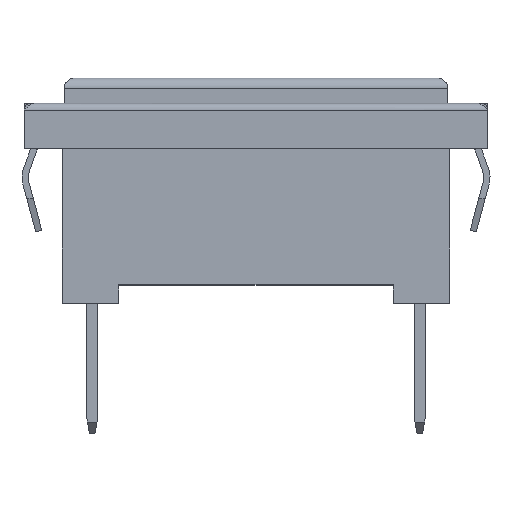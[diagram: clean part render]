
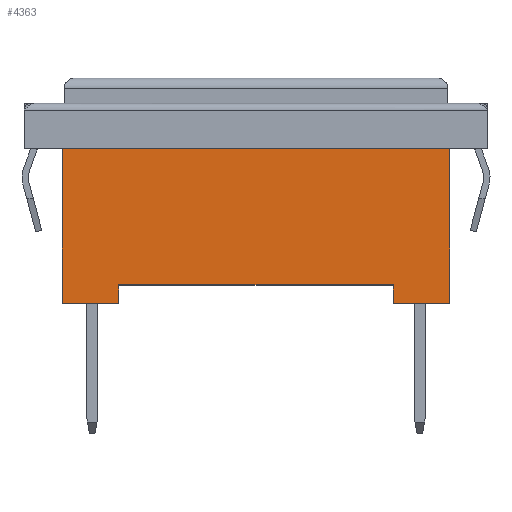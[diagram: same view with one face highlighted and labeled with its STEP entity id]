
A CAD part, top view. The second image highlights one B-rep face of the part: STEP entity #4363.
In plain terms, the highlighted planar face has unit normal (0, 0, 1).
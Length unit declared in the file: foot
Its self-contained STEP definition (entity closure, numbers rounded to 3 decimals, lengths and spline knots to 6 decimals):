
#131 = ORIENTED_EDGE ( 'NONE', *, *, #2379, .F. ) ;
#269 = DIRECTION ( 'NONE',  ( 0., 0., 1. ) ) ;
#286 = VERTEX_POINT ( 'NONE', #2504 ) ;
#299 = DIRECTION ( 'NONE',  ( 0., 1., 0. ) ) ;
#387 = CARTESIAN_POINT ( 'NONE',  ( 0.048375, -0.004583, 0.015417 ) ) ;
#660 = VERTEX_POINT ( 'NONE', #886 ) ;
#737 = VECTOR ( 'NONE', #5262, 3.28084 ) ;
#886 = CARTESIAN_POINT ( 'NONE',  ( -0.03425, 0., 0.015417 ) ) ;
#887 = CARTESIAN_POINT ( 'NONE',  ( -0.03425, 0., 0.015417 ) ) ;
#1039 = LINE ( 'NONE', #887, #4041 ) ;
#1116 = VECTOR ( 'NONE', #7531, 3.28084 ) ;
#1881 = CARTESIAN_POINT ( 'NONE',  ( 0., 0., 0.015417 ) ) ;
#1883 = AXIS2_PLACEMENT_3D ( 'NONE', #5062, #269, #4493 ) ;
#2109 = LINE ( 'NONE', #1881, #5123 ) ;
#2148 = LINE ( 'NONE', #3566, #3562 ) ;
#2256 = CARTESIAN_POINT ( 'NONE',  ( 0., -0.004583, 0.015417 ) ) ;
#2278 = CARTESIAN_POINT ( 'NONE',  ( 0.03425, 0., 0.015417 ) ) ;
#2379 = EDGE_CURVE ( 'NONE', #4846, #3355, #6789, .T. ) ;
#2504 = CARTESIAN_POINT ( 'NONE',  ( -0.048375, 0.035833, 0.015417 ) ) ;
#2578 = ORIENTED_EDGE ( 'NONE', *, *, #6572, .T. ) ;
#2620 = CARTESIAN_POINT ( 'NONE',  ( 0.048375, 0.035833, 0.015417 ) ) ;
#2757 = CARTESIAN_POINT ( 'NONE',  ( 0., -0.004583, 0.015417 ) ) ;
#2826 = CARTESIAN_POINT ( 'NONE',  ( 0.03425, 0., 0.015417 ) ) ;
#3165 = VECTOR ( 'NONE', #5239, 3.28084 ) ;
#3218 = DIRECTION ( 'NONE',  ( 0., -1., 0. ) ) ;
#3290 = CARTESIAN_POINT ( 'NONE',  ( 0., 0.035833, 0.015417 ) ) ;
#3355 = VERTEX_POINT ( 'NONE', #5427 ) ;
#3364 = VERTEX_POINT ( 'NONE', #3628 ) ;
#3379 = CARTESIAN_POINT ( 'NONE',  ( -0.03425, -0.004583, 0.015417 ) ) ;
#3506 = ORIENTED_EDGE ( 'NONE', *, *, #6274, .T. ) ;
#3562 = VECTOR ( 'NONE', #7808, 3.28084 ) ;
#3566 = CARTESIAN_POINT ( 'NONE',  ( -0.048375, 0.035833, 0.015417 ) ) ;
#3628 = CARTESIAN_POINT ( 'NONE',  ( 0.048375, 0.035833, 0.015417 ) ) ;
#3694 = VERTEX_POINT ( 'NONE', #387 ) ;
#3715 = ORIENTED_EDGE ( 'NONE', *, *, #4451, .F. ) ;
#3796 = VERTEX_POINT ( 'NONE', #2278 ) ;
#4041 = VECTOR ( 'NONE', #299, 3.28084 ) ;
#4193 = EDGE_CURVE ( 'NONE', #660, #3796, #2109, .T. ) ;
#4300 = EDGE_CURVE ( 'NONE', #3364, #3694, #4384, .T. ) ;
#4314 = LINE ( 'NONE', #3290, #1116 ) ;
#4363 = ADVANCED_FACE ( 'NONE', ( #6002 ), #5685, .T. ) ;
#4384 = LINE ( 'NONE', #2620, #7420 ) ;
#4451 = EDGE_CURVE ( 'NONE', #3694, #6096, #6659, .T. ) ;
#4493 = DIRECTION ( 'NONE',  ( 1., 0., 0. ) ) ;
#4846 = VERTEX_POINT ( 'NONE', #3379 ) ;
#4911 = ORIENTED_EDGE ( 'NONE', *, *, #7503, .F. ) ;
#5032 = ORIENTED_EDGE ( 'NONE', *, *, #4300, .F. ) ;
#5062 = CARTESIAN_POINT ( 'NONE',  ( 0., 0.035833, 0.015417 ) ) ;
#5123 = VECTOR ( 'NONE', #5493, 3.28084 ) ;
#5239 = DIRECTION ( 'NONE',  ( 0., 1., 0. ) ) ;
#5262 = DIRECTION ( 'NONE',  ( -1., 0., 0. ) ) ;
#5427 = CARTESIAN_POINT ( 'NONE',  ( -0.048375, -0.004583, 0.015417 ) ) ;
#5493 = DIRECTION ( 'NONE',  ( 1., 0., 0. ) ) ;
#5557 = CARTESIAN_POINT ( 'NONE',  ( 0.03425, -0.004583, 0.015417 ) ) ;
#5685 = PLANE ( 'NONE',  #1883 ) ;
#5763 = DIRECTION ( 'NONE',  ( -1., 0., 0. ) ) ;
#5895 = ORIENTED_EDGE ( 'NONE', *, *, #4193, .T. ) ;
#6002 = FACE_OUTER_BOUND ( 'NONE', #6546, .T. ) ;
#6096 = VERTEX_POINT ( 'NONE', #5557 ) ;
#6274 = EDGE_CURVE ( 'NONE', #4846, #660, #1039, .T. ) ;
#6395 = LINE ( 'NONE', #2826, #3165 ) ;
#6463 = VECTOR ( 'NONE', #5763, 3.28084 ) ;
#6546 = EDGE_LOOP ( 'NONE', ( #3506, #5895, #4911, #3715, #5032, #7492, #2578, #131 ) ) ;
#6572 = EDGE_CURVE ( 'NONE', #286, #3355, #2148, .T. ) ;
#6659 = LINE ( 'NONE', #2757, #6463 ) ;
#6789 = LINE ( 'NONE', #2256, #737 ) ;
#6902 = EDGE_CURVE ( 'NONE', #3364, #286, #4314, .T. ) ;
#7420 = VECTOR ( 'NONE', #3218, 3.28084 ) ;
#7492 = ORIENTED_EDGE ( 'NONE', *, *, #6902, .T. ) ;
#7503 = EDGE_CURVE ( 'NONE', #6096, #3796, #6395, .T. ) ;
#7531 = DIRECTION ( 'NONE',  ( -1., 0., 0. ) ) ;
#7808 = DIRECTION ( 'NONE',  ( 0., -1., 0. ) ) ;
